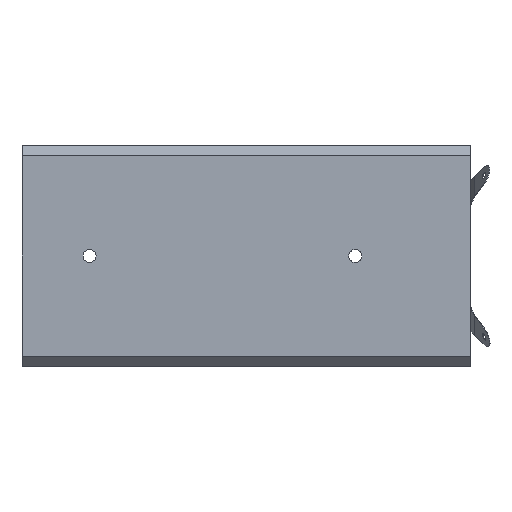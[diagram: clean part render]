
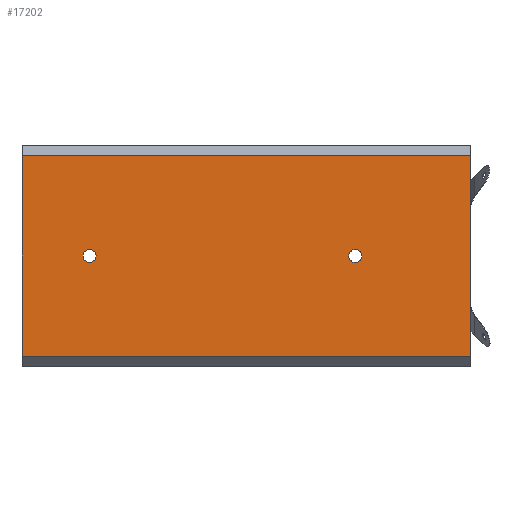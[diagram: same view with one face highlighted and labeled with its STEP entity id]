
A CAD part, front view. The second image highlights one B-rep face of the part: STEP entity #17202.
In plain terms, the highlighted planar face has unit normal (0, -1, 0).
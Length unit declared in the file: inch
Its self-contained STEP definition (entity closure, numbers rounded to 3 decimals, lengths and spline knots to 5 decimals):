
#857 = FACE_OUTER_BOUND ( 'NONE', #4854, .T. ) ;
#1044 = CIRCLE ( 'NONE', #1555, 0.0625 ) ;
#1555 = AXIS2_PLACEMENT_3D ( 'NONE', #12445, #3536, #8498 ) ;
#2019 = CARTESIAN_POINT ( 'NONE',  ( 0., 0., 0.9625 ) ) ;
#2359 = VECTOR ( 'NONE', #9394, 39.37008 ) ;
#2407 = DIRECTION ( 'NONE',  ( 0., 0., 1. ) ) ;
#2625 = EDGE_LOOP ( 'NONE', ( #6514, #16034 ) ) ;
#2714 = FACE_BOUND ( 'NONE', #6074, .T. ) ;
#2779 = CIRCLE ( 'NONE', #16606, 0.0625 ) ;
#2851 = EDGE_CURVE ( 'NONE', #17720, #9424, #11735, .T. ) ;
#3018 = DIRECTION ( 'NONE',  ( 0., 0., 1. ) ) ;
#3536 = DIRECTION ( 'NONE',  ( 0., 1., 0. ) ) ;
#3634 = CARTESIAN_POINT ( 'NONE',  ( 0., 0., 0. ) ) ;
#3689 = DIRECTION ( 'NONE',  ( 0., 1., 0. ) ) ;
#4050 = CARTESIAN_POINT ( 'NONE',  ( 1.0465, 0., 0. ) ) ;
#4837 = EDGE_CURVE ( 'NONE', #15805, #10770, #7231, .T. ) ;
#4854 = EDGE_LOOP ( 'NONE', ( #15596, #17620, #18203, #7443 ) ) ;
#5335 = AXIS2_PLACEMENT_3D ( 'NONE', #3634, #3689, #15357 ) ;
#5378 = CARTESIAN_POINT ( 'NONE',  ( 2.1515, 0., -0.9625 ) ) ;
#5728 = VERTEX_POINT ( 'NONE', #11034 ) ;
#5844 = DIRECTION ( 'NONE',  ( 0., 0., -1. ) ) ;
#5850 = CARTESIAN_POINT ( 'NONE',  ( 1.0465, 0., 0. ) ) ;
#6074 = EDGE_LOOP ( 'NONE', ( #6539, #16957 ) ) ;
#6241 = LINE ( 'NONE', #2019, #2359 ) ;
#6317 = CARTESIAN_POINT ( 'NONE',  ( 2.1515, 0., 0.9625 ) ) ;
#6514 = ORIENTED_EDGE ( 'NONE', *, *, #4837, .T. ) ;
#6539 = ORIENTED_EDGE ( 'NONE', *, *, #18519, .T. ) ;
#6680 = CARTESIAN_POINT ( 'NONE',  ( -2.1515, 0., 0.9625 ) ) ;
#7013 = VERTEX_POINT ( 'NONE', #6680 ) ;
#7121 = LINE ( 'NONE', #17580, #15230 ) ;
#7231 = CIRCLE ( 'NONE', #16479, 0.0625 ) ;
#7290 = DIRECTION ( 'NONE',  ( 0., 0., -1. ) ) ;
#7354 = CARTESIAN_POINT ( 'NONE',  ( 2.1515, 0., 0. ) ) ;
#7432 = LINE ( 'NONE', #10349, #10711 ) ;
#7443 = ORIENTED_EDGE ( 'NONE', *, *, #13028, .T. ) ;
#7474 = VERTEX_POINT ( 'NONE', #14168 ) ;
#7647 = DIRECTION ( 'NONE',  ( 1., 0., 0. ) ) ;
#8498 = DIRECTION ( 'NONE',  ( 0., 0., 1. ) ) ;
#9394 = DIRECTION ( 'NONE',  ( -1., 0., 0. ) ) ;
#9419 = FACE_BOUND ( 'NONE', #2625, .T. ) ;
#9424 = VERTEX_POINT ( 'NONE', #5378 ) ;
#9810 = CARTESIAN_POINT ( 'NONE',  ( 1.0465, 0., -0.0625 ) ) ;
#10349 = CARTESIAN_POINT ( 'NONE',  ( 2.1515, 0., -0.9625 ) ) ;
#10711 = VECTOR ( 'NONE', #7647, 39.37008 ) ;
#10770 = VERTEX_POINT ( 'NONE', #17955 ) ;
#10888 = DIRECTION ( 'NONE',  ( 0., 0., 1. ) ) ;
#11034 = CARTESIAN_POINT ( 'NONE',  ( -1.5035, 0., -0.0625 ) ) ;
#11603 = CIRCLE ( 'NONE', #16833, 0.0625 ) ;
#11735 = LINE ( 'NONE', #7354, #19173 ) ;
#12018 = EDGE_CURVE ( 'NONE', #7474, #9424, #7432, .T. ) ;
#12445 = CARTESIAN_POINT ( 'NONE',  ( -1.5035, 0., 0. ) ) ;
#12986 = CARTESIAN_POINT ( 'NONE',  ( -1.5035, 0., 0.0625 ) ) ;
#13028 = EDGE_CURVE ( 'NONE', #17720, #7013, #6241, .T. ) ;
#13444 = EDGE_CURVE ( 'NONE', #10770, #15805, #11603, .T. ) ;
#13881 = CARTESIAN_POINT ( 'NONE',  ( -1.5035, 0., 0. ) ) ;
#14025 = PLANE ( 'NONE',  #5335 ) ;
#14168 = CARTESIAN_POINT ( 'NONE',  ( -2.1515, 0., -0.9625 ) ) ;
#14384 = DIRECTION ( 'NONE',  ( 0., 1., 0. ) ) ;
#14698 = EDGE_CURVE ( 'NONE', #18102, #5728, #2779, .T. ) ;
#15230 = VECTOR ( 'NONE', #5844, 39.37008 ) ;
#15357 = DIRECTION ( 'NONE',  ( 0., 0., 1. ) ) ;
#15447 = EDGE_CURVE ( 'NONE', #7013, #7474, #7121, .T. ) ;
#15596 = ORIENTED_EDGE ( 'NONE', *, *, #15447, .T. ) ;
#15805 = VERTEX_POINT ( 'NONE', #9810 ) ;
#16034 = ORIENTED_EDGE ( 'NONE', *, *, #13444, .T. ) ;
#16479 = AXIS2_PLACEMENT_3D ( 'NONE', #4050, #14384, #2407 ) ;
#16606 = AXIS2_PLACEMENT_3D ( 'NONE', #13881, #18313, #10888 ) ;
#16833 = AXIS2_PLACEMENT_3D ( 'NONE', #5850, #17634, #3018 ) ;
#16957 = ORIENTED_EDGE ( 'NONE', *, *, #14698, .T. ) ;
#17202 = ADVANCED_FACE ( 'NONE', ( #9419, #2714, #857 ), #14025, .F. ) ;
#17580 = CARTESIAN_POINT ( 'NONE',  ( -2.1515, 0., 0. ) ) ;
#17620 = ORIENTED_EDGE ( 'NONE', *, *, #12018, .T. ) ;
#17634 = DIRECTION ( 'NONE',  ( 0., 1., 0. ) ) ;
#17720 = VERTEX_POINT ( 'NONE', #6317 ) ;
#17955 = CARTESIAN_POINT ( 'NONE',  ( 1.0465, 0., 0.0625 ) ) ;
#18102 = VERTEX_POINT ( 'NONE', #12986 ) ;
#18203 = ORIENTED_EDGE ( 'NONE', *, *, #2851, .F. ) ;
#18313 = DIRECTION ( 'NONE',  ( 0., 1., 0. ) ) ;
#18519 = EDGE_CURVE ( 'NONE', #5728, #18102, #1044, .T. ) ;
#19173 = VECTOR ( 'NONE', #7290, 39.37008 ) ;
